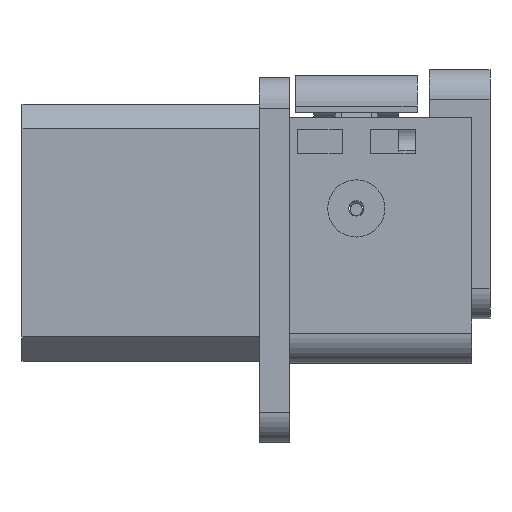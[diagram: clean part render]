
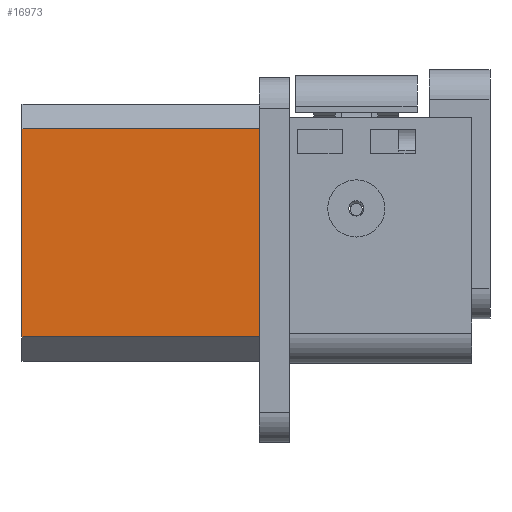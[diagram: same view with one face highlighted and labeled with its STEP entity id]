
A CAD part, left-side view. The second image highlights one B-rep face of the part: STEP entity #16973.
In plain terms, the highlighted planar face has unit normal (-1, 0, 0).
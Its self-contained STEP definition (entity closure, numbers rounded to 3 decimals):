
#16973 = ADVANCED_FACE('',(#16974),#16988,.F.);
#16974 = FACE_BOUND('',#16975,.F.);
#16975 = EDGE_LOOP('',(#16976,#17011,#17039,#17067));
#16976 = ORIENTED_EDGE('',*,*,#16977,.F.);
#16977 = EDGE_CURVE('',#16978,#16980,#16982,.T.);
#16978 = VERTEX_POINT('',#16979);
#16979 = CARTESIAN_POINT('',(0.,0.,4.));
#16980 = VERTEX_POINT('',#16981);
#16981 = CARTESIAN_POINT('',(0.,0.,38.3));
#16982 = SURFACE_CURVE('',#16983,(#16987,#16999),.PCURVE_S1.);
#16983 = LINE('',#16984,#16985);
#16984 = CARTESIAN_POINT('',(0.,0.,0.));
#16985 = VECTOR('',#16986,1.);
#16986 = DIRECTION('',(0.,0.,1.));
#16987 = PCURVE('',#16988,#16993);
#16988 = PLANE('',#16989);
#16989 = AXIS2_PLACEMENT_3D('',#16990,#16991,#16992);
#16990 = CARTESIAN_POINT('',(0.,0.,0.));
#16991 = DIRECTION('',(1.,0.,0.));
#16992 = DIRECTION('',(0.,0.,1.));
#16993 = DEFINITIONAL_REPRESENTATION('',(#16994),#16998);
#16994 = LINE('',#16995,#16996);
#16995 = CARTESIAN_POINT('',(0.,0.));
#16996 = VECTOR('',#16997,1.);
#16997 = DIRECTION('',(1.,0.));
#16998 = ( GEOMETRIC_REPRESENTATION_CONTEXT(2) 
PARAMETRIC_REPRESENTATION_CONTEXT() REPRESENTATION_CONTEXT('2D SPACE',''
  ) );
#16999 = PCURVE('',#17000,#17005);
#17000 = PLANE('',#17001);
#17001 = AXIS2_PLACEMENT_3D('',#17002,#17003,#17004);
#17002 = CARTESIAN_POINT('',(0.,0.,0.));
#17003 = DIRECTION('',(0.,1.,0.));
#17004 = DIRECTION('',(0.,0.,1.));
#17005 = DEFINITIONAL_REPRESENTATION('',(#17006),#17010);
#17006 = LINE('',#17007,#17008);
#17007 = CARTESIAN_POINT('',(0.,0.));
#17008 = VECTOR('',#17009,1.);
#17009 = DIRECTION('',(1.,0.));
#17010 = ( GEOMETRIC_REPRESENTATION_CONTEXT(2) 
PARAMETRIC_REPRESENTATION_CONTEXT() REPRESENTATION_CONTEXT('2D SPACE',''
  ) );
#17011 = ORIENTED_EDGE('',*,*,#17012,.T.);
#17012 = EDGE_CURVE('',#16978,#17013,#17015,.T.);
#17013 = VERTEX_POINT('',#17014);
#17014 = CARTESIAN_POINT('',(0.,39.,4.));
#17015 = SURFACE_CURVE('',#17016,(#17020,#17027),.PCURVE_S1.);
#17016 = LINE('',#17017,#17018);
#17017 = CARTESIAN_POINT('',(0.,0.,4.));
#17018 = VECTOR('',#17019,1.);
#17019 = DIRECTION('',(0.,1.,0.));
#17020 = PCURVE('',#16988,#17021);
#17021 = DEFINITIONAL_REPRESENTATION('',(#17022),#17026);
#17022 = LINE('',#17023,#17024);
#17023 = CARTESIAN_POINT('',(4.,0.));
#17024 = VECTOR('',#17025,1.);
#17025 = DIRECTION('',(0.,-1.));
#17026 = ( GEOMETRIC_REPRESENTATION_CONTEXT(2) 
PARAMETRIC_REPRESENTATION_CONTEXT() REPRESENTATION_CONTEXT('2D SPACE',''
  ) );
#17027 = PCURVE('',#17028,#17033);
#17028 = PLANE('',#17029);
#17029 = AXIS2_PLACEMENT_3D('',#17030,#17031,#17032);
#17030 = CARTESIAN_POINT('',(2.,0.,2.));
#17031 = DIRECTION('',(-0.707,0.,-0.707));
#17032 = DIRECTION('',(0.,1.,0.));
#17033 = DEFINITIONAL_REPRESENTATION('',(#17034),#17038);
#17034 = LINE('',#17035,#17036);
#17035 = CARTESIAN_POINT('',(0.,-2.828));
#17036 = VECTOR('',#17037,1.);
#17037 = DIRECTION('',(1.,0.));
#17038 = ( GEOMETRIC_REPRESENTATION_CONTEXT(2) 
PARAMETRIC_REPRESENTATION_CONTEXT() REPRESENTATION_CONTEXT('2D SPACE',''
  ) );
#17039 = ORIENTED_EDGE('',*,*,#17040,.T.);
#17040 = EDGE_CURVE('',#17013,#17041,#17043,.T.);
#17041 = VERTEX_POINT('',#17042);
#17042 = CARTESIAN_POINT('',(0.,39.,38.3));
#17043 = SURFACE_CURVE('',#17044,(#17048,#17055),.PCURVE_S1.);
#17044 = LINE('',#17045,#17046);
#17045 = CARTESIAN_POINT('',(0.,39.,0.));
#17046 = VECTOR('',#17047,1.);
#17047 = DIRECTION('',(0.,0.,1.));
#17048 = PCURVE('',#16988,#17049);
#17049 = DEFINITIONAL_REPRESENTATION('',(#17050),#17054);
#17050 = LINE('',#17051,#17052);
#17051 = CARTESIAN_POINT('',(0.,-39.));
#17052 = VECTOR('',#17053,1.);
#17053 = DIRECTION('',(1.,0.));
#17054 = ( GEOMETRIC_REPRESENTATION_CONTEXT(2) 
PARAMETRIC_REPRESENTATION_CONTEXT() REPRESENTATION_CONTEXT('2D SPACE',''
  ) );
#17055 = PCURVE('',#17056,#17061);
#17056 = PLANE('',#17057);
#17057 = AXIS2_PLACEMENT_3D('',#17058,#17059,#17060);
#17058 = CARTESIAN_POINT('',(0.,39.,0.));
#17059 = DIRECTION('',(0.,1.,0.));
#17060 = DIRECTION('',(0.,0.,1.));
#17061 = DEFINITIONAL_REPRESENTATION('',(#17062),#17066);
#17062 = LINE('',#17063,#17064);
#17063 = CARTESIAN_POINT('',(0.,0.));
#17064 = VECTOR('',#17065,1.);
#17065 = DIRECTION('',(1.,0.));
#17066 = ( GEOMETRIC_REPRESENTATION_CONTEXT(2) 
PARAMETRIC_REPRESENTATION_CONTEXT() REPRESENTATION_CONTEXT('2D SPACE',''
  ) );
#17067 = ORIENTED_EDGE('',*,*,#17068,.F.);
#17068 = EDGE_CURVE('',#16980,#17041,#17069,.T.);
#17069 = SURFACE_CURVE('',#17070,(#17074,#17081),.PCURVE_S1.);
#17070 = LINE('',#17071,#17072);
#17071 = CARTESIAN_POINT('',(0.,0.,38.3));
#17072 = VECTOR('',#17073,1.);
#17073 = DIRECTION('',(0.,1.,0.));
#17074 = PCURVE('',#16988,#17075);
#17075 = DEFINITIONAL_REPRESENTATION('',(#17076),#17080);
#17076 = LINE('',#17077,#17078);
#17077 = CARTESIAN_POINT('',(38.3,0.));
#17078 = VECTOR('',#17079,1.);
#17079 = DIRECTION('',(0.,-1.));
#17080 = ( GEOMETRIC_REPRESENTATION_CONTEXT(2) 
PARAMETRIC_REPRESENTATION_CONTEXT() REPRESENTATION_CONTEXT('2D SPACE',''
  ) );
#17081 = PCURVE('',#17082,#17087);
#17082 = PLANE('',#17083);
#17083 = AXIS2_PLACEMENT_3D('',#17084,#17085,#17086);
#17084 = CARTESIAN_POINT('',(2.,0.,40.3));
#17085 = DIRECTION('',(0.707,0.,-0.707));
#17086 = DIRECTION('',(0.,1.,0.));
#17087 = DEFINITIONAL_REPRESENTATION('',(#17088),#17092);
#17088 = LINE('',#17089,#17090);
#17089 = CARTESIAN_POINT('',(0.,-2.828));
#17090 = VECTOR('',#17091,1.);
#17091 = DIRECTION('',(1.,0.));
#17092 = ( GEOMETRIC_REPRESENTATION_CONTEXT(2) 
PARAMETRIC_REPRESENTATION_CONTEXT() REPRESENTATION_CONTEXT('2D SPACE',''
  ) );
